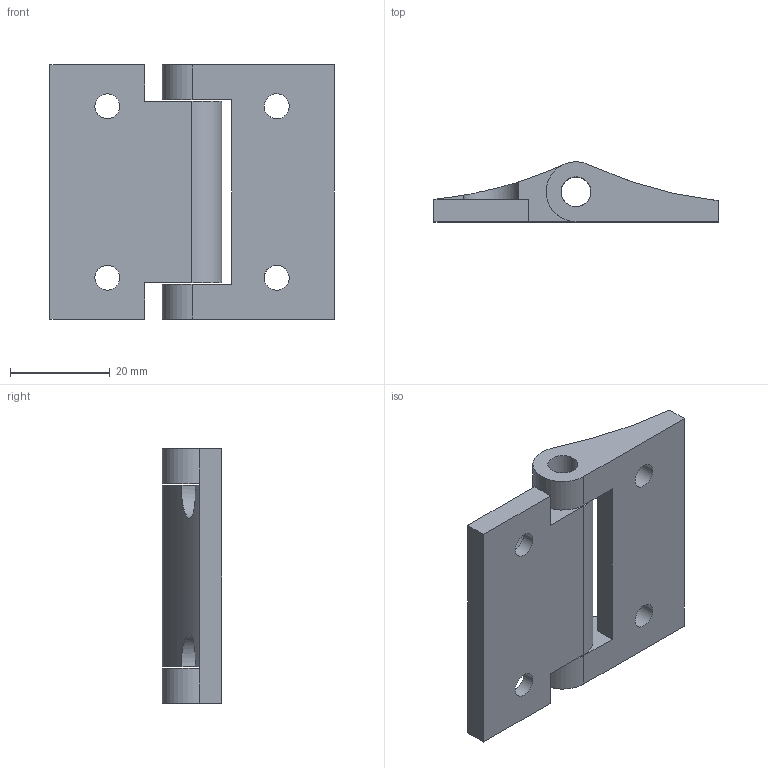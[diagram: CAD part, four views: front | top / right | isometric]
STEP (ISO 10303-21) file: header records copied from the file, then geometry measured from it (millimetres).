
FILE_DESCRIPTION(/* description */ ('CERNIERA FRIZZIONATA'),/* implementation_level */ '2;1');
FILE_NAME(/* name */ 'CCRYY0000031.stp',/* time_stamp */ '2018-11-08T17:41:46+01:00',/* author */ ('fzagni'),/* organization */ (''),/* preprocessor_version */ 'ST-DEVELOPER v16.1',/* originating_system */ 'Autodesk Inventor 2016',/* authorisation */ '');
FILE_SCHEMA (('AUTOMOTIVE_DESIGN { 1 0 10303 214 3 1 1 }'));
Length unit declared in the file: millimetre
Products named in the file (3): B3DTM0028109; B3DTM0028110; XC40512
Assembly tree (2 placements, depth 2):
  XC40512
    B3DTM0028109
    B3DTM0028110
Bounding box: 57 x 11.98 x 51 mm (x, y, z)
Volume: 15957.1 mm3; surface area: 8989.8 mm2
Topology: 2 solids, 2 shells, 43 faces, 118 edges, 77 vertices
Faces by surface type: plane 24, cylinder 17, cone 2
Full cylindrical faces by diameter (mm): 5 x4, 6 x3
Entity records: 1419 total; most frequent: CARTESIAN_POINT 292, DIRECTION 232, ORIENTED_EDGE 204, EDGE_CURVE 102, AXIS2_PLACEMENT_3D 86, VERTEX_POINT 70, EDGE_LOOP 64, LINE 60
